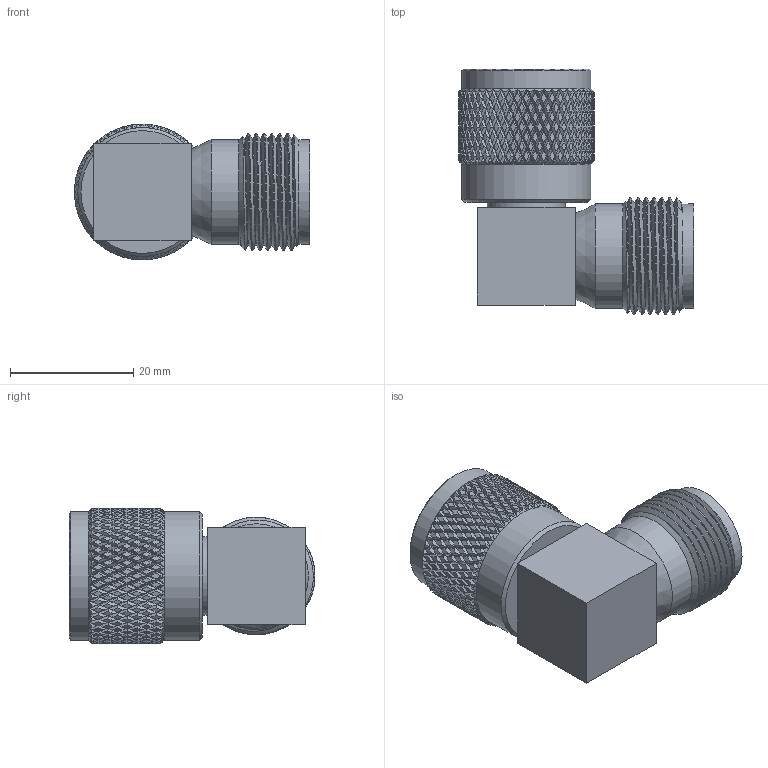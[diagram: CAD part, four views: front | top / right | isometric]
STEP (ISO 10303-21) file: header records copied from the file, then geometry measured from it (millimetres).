
FILE_DESCRIPTION (( 'STEP AP203' ), '1' );
FILE_NAME ('SM3917_3D.step', '2020-06-26T17:44:39', ( '' ), ( '' ), 'SwSTEP 2.0', 'SolidWorks 2018', '' );
FILE_SCHEMA (( 'CONFIG_CONTROL_DESIGN' ));
Length unit declared in the file: inch
Products named in the file (1): SM3917_3D
Bounding box: 38.1 x 39.85 x 22 mm (x, y, z)
Volume: 11495.6 mm3; surface area: 9108.7 mm2
Topology: 1 solids, 1 shells, 2289 faces, 4885 edges, 2610 vertices
Faces by surface type: bspline 1734, cylinder 465, plane 64, cone 26
Full cylindrical faces by diameter (mm): 1.593 x1, 2.54 x1, 2.886 x1, 7.874 x1, 12.7 x1, 12.954 x1, 13.97 x1, 16.942 x2, 20.923 x2
Entity records: 100752 total; most frequent: CARTESIAN_POINT 71013, ORIENTED_EDGE 9688, EDGE_CURVE 4844, VERTEX_POINT 2596, EDGE_LOOP 2324, FACE_OUTER_BOUND 2298, ADVANCED_FACE 2287, B_SPLINE_CURVE_WITH_KNOTS 2054
